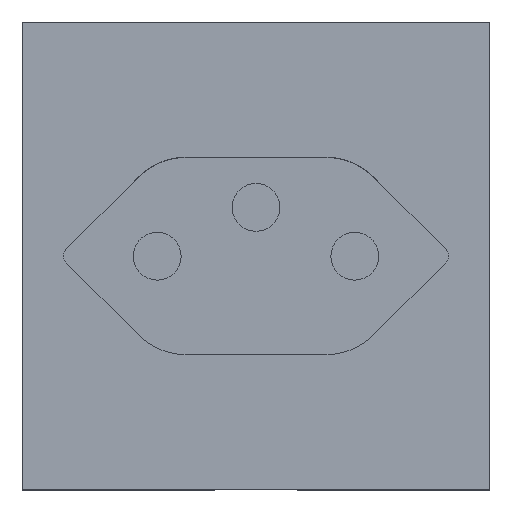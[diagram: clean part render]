
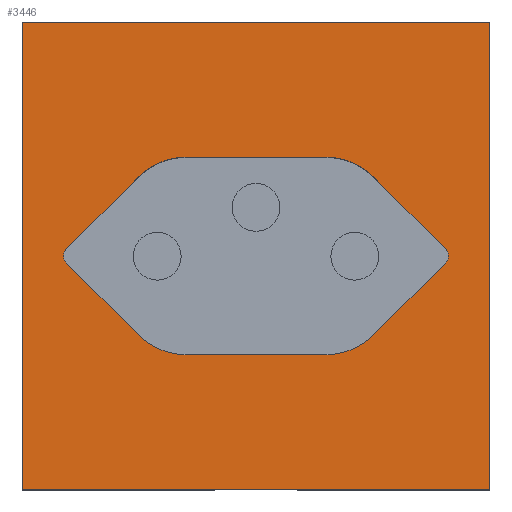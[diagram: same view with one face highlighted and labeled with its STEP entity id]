
A CAD part, top view. The second image highlights one B-rep face of the part: STEP entity #3446.
In plain terms, the highlighted planar face has unit normal (0, 0, 1).
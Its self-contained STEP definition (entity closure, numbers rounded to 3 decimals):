
#2 = EDGE_CURVE ( 'NONE', #2729, #1135, #3300, .T. ) ;
#37 = CIRCLE ( 'NONE', #1267, 1. ) ;
#72 = AXIS2_PLACEMENT_3D ( 'NONE', #2158, #4124, #6086 ) ;
#180 = EDGE_LOOP ( 'NONE', ( #2933, #2651, #4422, #1167, #3775, #5170, #1106, #1423, #3471, #3608, #1390, #5045 ) ) ;
#215 = VERTEX_POINT ( 'NONE', #5172 ) ;
#292 = DIRECTION ( 'NONE',  ( 1., 0., 0. ) ) ;
#379 = AXIS2_PLACEMENT_3D ( 'NONE', #3416, #5404, #2989 ) ;
#389 = CARTESIAN_POINT ( 'NONE',  ( -22.5, 22.5, 6. ) ) ;
#406 = CARTESIAN_POINT ( 'NONE',  ( 6.722, -9.5, 6. ) ) ;
#413 = VERTEX_POINT ( 'NONE', #4086 ) ;
#445 = CIRCLE ( 'NONE', #3540, 6.5 ) ;
#450 = VECTOR ( 'NONE', #4528, 1000. ) ;
#474 = VECTOR ( 'NONE', #5353, 1000. ) ;
#528 = CARTESIAN_POINT ( 'NONE',  ( -21.5, -22.5, 6. ) ) ;
#700 = CARTESIAN_POINT ( 'NONE',  ( -22.5, -21.5, 6. ) ) ;
#725 = DIRECTION ( 'NONE',  ( 1., 0., 0. ) ) ;
#760 = CARTESIAN_POINT ( 'NONE',  ( -17.5, 0., 6. ) ) ;
#764 = CARTESIAN_POINT ( 'NONE',  ( -18.207, -0.707, 6. ) ) ;
#767 = VERTEX_POINT ( 'NONE', #5370 ) ;
#773 = VECTOR ( 'NONE', #4644, 1000. ) ;
#774 = DIRECTION ( 'NONE',  ( 1., 0., 0. ) ) ;
#779 = EDGE_CURVE ( 'NONE', #1372, #767, #2961, .T. ) ;
#854 = CIRCLE ( 'NONE', #6215, 6.5 ) ;
#875 = VERTEX_POINT ( 'NONE', #5406 ) ;
#886 = LINE ( 'NONE', #2992, #5295 ) ;
#900 = DIRECTION ( 'NONE',  ( -0.707, -0.707, 0. ) ) ;
#1012 = CARTESIAN_POINT ( 'NONE',  ( -6.722, -9.5, 6. ) ) ;
#1106 = ORIENTED_EDGE ( 'NONE', *, *, #6358, .F. ) ;
#1135 = VERTEX_POINT ( 'NONE', #3376 ) ;
#1167 = ORIENTED_EDGE ( 'NONE', *, *, #4075, .F. ) ;
#1267 = AXIS2_PLACEMENT_3D ( 'NONE', #760, #3532, #292 ) ;
#1314 = EDGE_CURVE ( 'NONE', #4242, #2729, #37, .T. ) ;
#1370 = AXIS2_PLACEMENT_3D ( 'NONE', #4262, #3259, #725 ) ;
#1372 = VERTEX_POINT ( 'NONE', #3073 ) ;
#1390 = ORIENTED_EDGE ( 'NONE', *, *, #5747, .F. ) ;
#1420 = DIRECTION ( 'NONE',  ( 0., 0., 1. ) ) ;
#1423 = ORIENTED_EDGE ( 'NONE', *, *, #4778, .F. ) ;
#1429 = LINE ( 'NONE', #5453, #5680 ) ;
#1479 = DIRECTION ( 'NONE',  ( -1., 0., 0. ) ) ;
#1634 = CARTESIAN_POINT ( 'NONE',  ( 6.722, 3., 6. ) ) ;
#1670 = ORIENTED_EDGE ( 'NONE', *, *, #2497, .T. ) ;
#1744 = LINE ( 'NONE', #3815, #773 ) ;
#1751 = VERTEX_POINT ( 'NONE', #2152 ) ;
#1801 = VERTEX_POINT ( 'NONE', #4827 ) ;
#1829 = CIRCLE ( 'NONE', #72, 1. ) ;
#1948 = DIRECTION ( 'NONE',  ( 0.707, 0.707, 0. ) ) ;
#1979 = CARTESIAN_POINT ( 'NONE',  ( 11.318, -7.596, 6. ) ) ;
#2031 = VERTEX_POINT ( 'NONE', #1012 ) ;
#2138 = EDGE_CURVE ( 'NONE', #413, #5426, #445, .T. ) ;
#2152 = CARTESIAN_POINT ( 'NONE',  ( 18.207, 0.707, 6. ) ) ;
#2158 = CARTESIAN_POINT ( 'NONE',  ( 17.5, 0., 6. ) ) ;
#2346 = ORIENTED_EDGE ( 'NONE', *, *, #6030, .T. ) ;
#2347 = ORIENTED_EDGE ( 'NONE', *, *, #779, .F. ) ;
#2452 = DIRECTION ( 'NONE',  ( 0., -1., 0. ) ) ;
#2492 = CARTESIAN_POINT ( 'NONE',  ( 18.207, 0.707, 6. ) ) ;
#2497 = EDGE_CURVE ( 'NONE', #4312, #767, #3101, .T. ) ;
#2585 = EDGE_LOOP ( 'NONE', ( #5785, #2346, #1670, #2347 ) ) ;
#2651 = ORIENTED_EDGE ( 'NONE', *, *, #2760, .F. ) ;
#2677 = EDGE_CURVE ( 'NONE', #6213, #1801, #2811, .T. ) ;
#2684 = DIRECTION ( 'NONE',  ( 0., 0., 1. ) ) ;
#2718 = DIRECTION ( 'NONE',  ( 0.707, -0.707, 0. ) ) ;
#2729 = VERTEX_POINT ( 'NONE', #764 ) ;
#2760 = EDGE_CURVE ( 'NONE', #1801, #4242, #1429, .T. ) ;
#2811 = CIRCLE ( 'NONE', #1370, 6.5 ) ;
#2875 = PLANE ( 'NONE',  #4986 ) ;
#2933 = ORIENTED_EDGE ( 'NONE', *, *, #1314, .F. ) ;
#2961 = LINE ( 'NONE', #528, #3018 ) ;
#2989 = DIRECTION ( 'NONE',  ( 1., 0., 0. ) ) ;
#2992 = CARTESIAN_POINT ( 'NONE',  ( 22.5, 21.5, 6. ) ) ;
#2998 = DIRECTION ( 'NONE',  ( 1., 0., 0. ) ) ;
#3003 = EDGE_CURVE ( 'NONE', #2031, #5644, #4647, .T. ) ;
#3018 = VECTOR ( 'NONE', #1479, 1000. ) ;
#3073 = CARTESIAN_POINT ( 'NONE',  ( 22.5, -22.5, 6. ) ) ;
#3101 = LINE ( 'NONE', #700, #450 ) ;
#3151 = CIRCLE ( 'NONE', #379, 6.5 ) ;
#3172 = CARTESIAN_POINT ( 'NONE',  ( 6.722, 9.5, 6. ) ) ;
#3197 = CARTESIAN_POINT ( 'NONE',  ( -6.722, -9.5, 6. ) ) ;
#3259 = DIRECTION ( 'NONE',  ( 0., 0., 1. ) ) ;
#3300 = LINE ( 'NONE', #3690, #4558 ) ;
#3376 = CARTESIAN_POINT ( 'NONE',  ( -11.318, -7.596, 6. ) ) ;
#3393 = CARTESIAN_POINT ( 'NONE',  ( 6.722, -3., 6. ) ) ;
#3416 = CARTESIAN_POINT ( 'NONE',  ( -6.722, -3., 6. ) ) ;
#3446 = ADVANCED_FACE ( 'NONE', ( #3978, #5930 ), #2875, .T. ) ;
#3451 = EDGE_CURVE ( 'NONE', #5644, #4927, #854, .T. ) ;
#3471 = ORIENTED_EDGE ( 'NONE', *, *, #3451, .F. ) ;
#3525 = LINE ( 'NONE', #4459, #3569 ) ;
#3532 = DIRECTION ( 'NONE',  ( 0., 0., 1. ) ) ;
#3540 = AXIS2_PLACEMENT_3D ( 'NONE', #1634, #2684, #5530 ) ;
#3569 = VECTOR ( 'NONE', #1948, 1000. ) ;
#3608 = ORIENTED_EDGE ( 'NONE', *, *, #3003, .F. ) ;
#3641 = DIRECTION ( 'NONE',  ( 1., 0., 0. ) ) ;
#3690 = CARTESIAN_POINT ( 'NONE',  ( -18.207, -0.707, 6. ) ) ;
#3711 = EDGE_CURVE ( 'NONE', #215, #1372, #886, .T. ) ;
#3775 = ORIENTED_EDGE ( 'NONE', *, *, #2138, .F. ) ;
#3815 = CARTESIAN_POINT ( 'NONE',  ( -21.5, 22.5, 6. ) ) ;
#3866 = VECTOR ( 'NONE', #4372, 1000. ) ;
#3978 = FACE_BOUND ( 'NONE', #180, .T. ) ;
#4075 = EDGE_CURVE ( 'NONE', #5426, #6213, #4410, .T. ) ;
#4086 = CARTESIAN_POINT ( 'NONE',  ( 11.318, 7.596, 6. ) ) ;
#4124 = DIRECTION ( 'NONE',  ( 0., 0., 1. ) ) ;
#4242 = VERTEX_POINT ( 'NONE', #4584 ) ;
#4262 = CARTESIAN_POINT ( 'NONE',  ( -6.722, 3., 6. ) ) ;
#4312 = VERTEX_POINT ( 'NONE', #389 ) ;
#4372 = DIRECTION ( 'NONE',  ( -1., 0., 0. ) ) ;
#4410 = LINE ( 'NONE', #5880, #3866 ) ;
#4422 = ORIENTED_EDGE ( 'NONE', *, *, #2677, .F. ) ;
#4459 = CARTESIAN_POINT ( 'NONE',  ( 11.318, -7.596, 6. ) ) ;
#4528 = DIRECTION ( 'NONE',  ( 0., -1., 0. ) ) ;
#4558 = VECTOR ( 'NONE', #2718, 1000. ) ;
#4584 = CARTESIAN_POINT ( 'NONE',  ( -18.207, 0.707, 6. ) ) ;
#4644 = DIRECTION ( 'NONE',  ( -1., 0., 0. ) ) ;
#4647 = LINE ( 'NONE', #3197, #5903 ) ;
#4774 = EDGE_CURVE ( 'NONE', #1751, #413, #5423, .T. ) ;
#4778 = EDGE_CURVE ( 'NONE', #4927, #875, #3525, .T. ) ;
#4827 = CARTESIAN_POINT ( 'NONE',  ( -11.318, 7.596, 6. ) ) ;
#4927 = VERTEX_POINT ( 'NONE', #1979 ) ;
#4986 = AXIS2_PLACEMENT_3D ( 'NONE', #5832, #1420, #2998 ) ;
#5045 = ORIENTED_EDGE ( 'NONE', *, *, #2, .F. ) ;
#5170 = ORIENTED_EDGE ( 'NONE', *, *, #4774, .F. ) ;
#5172 = CARTESIAN_POINT ( 'NONE',  ( 22.5, 22.5, 6. ) ) ;
#5295 = VECTOR ( 'NONE', #2452, 1000. ) ;
#5347 = DIRECTION ( 'NONE',  ( 0., 0., 1. ) ) ;
#5353 = DIRECTION ( 'NONE',  ( -0.707, 0.707, 0. ) ) ;
#5370 = CARTESIAN_POINT ( 'NONE',  ( -22.5, -22.5, 6. ) ) ;
#5404 = DIRECTION ( 'NONE',  ( 0., 0., 1. ) ) ;
#5406 = CARTESIAN_POINT ( 'NONE',  ( 18.207, -0.707, 6. ) ) ;
#5423 = LINE ( 'NONE', #2492, #474 ) ;
#5426 = VERTEX_POINT ( 'NONE', #3172 ) ;
#5453 = CARTESIAN_POINT ( 'NONE',  ( -11.318, 7.596, 6. ) ) ;
#5530 = DIRECTION ( 'NONE',  ( 1., 0., 0. ) ) ;
#5644 = VERTEX_POINT ( 'NONE', #406 ) ;
#5680 = VECTOR ( 'NONE', #900, 1000. ) ;
#5747 = EDGE_CURVE ( 'NONE', #1135, #2031, #3151, .T. ) ;
#5785 = ORIENTED_EDGE ( 'NONE', *, *, #3711, .F. ) ;
#5832 = CARTESIAN_POINT ( 'NONE',  ( -21.5, 21.5, 6. ) ) ;
#5880 = CARTESIAN_POINT ( 'NONE',  ( 6.722, 9.5, 6. ) ) ;
#5903 = VECTOR ( 'NONE', #774, 1000. ) ;
#5907 = CARTESIAN_POINT ( 'NONE',  ( -6.722, 9.5, 6. ) ) ;
#5930 = FACE_OUTER_BOUND ( 'NONE', #2585, .T. ) ;
#6030 = EDGE_CURVE ( 'NONE', #215, #4312, #1744, .T. ) ;
#6086 = DIRECTION ( 'NONE',  ( 1., 0., 0. ) ) ;
#6213 = VERTEX_POINT ( 'NONE', #5907 ) ;
#6215 = AXIS2_PLACEMENT_3D ( 'NONE', #3393, #5347, #3641 ) ;
#6358 = EDGE_CURVE ( 'NONE', #875, #1751, #1829, .T. ) ;
